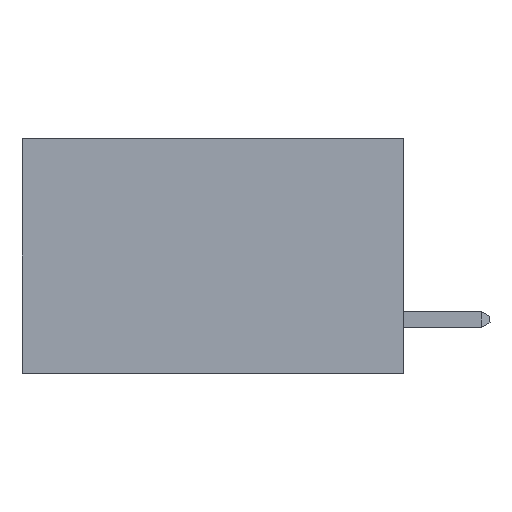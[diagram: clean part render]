
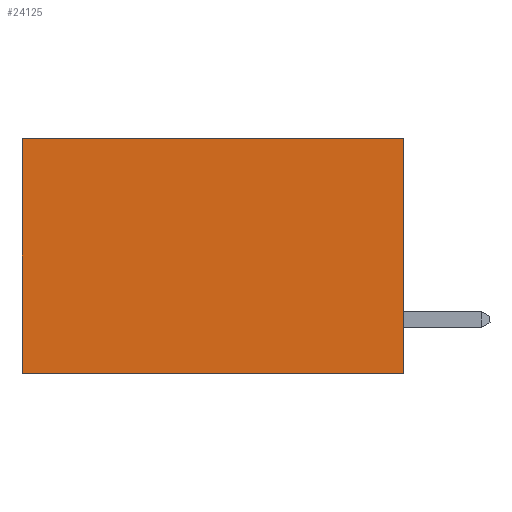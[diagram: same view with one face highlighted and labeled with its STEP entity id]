
A CAD part, left-side view. The second image highlights one B-rep face of the part: STEP entity #24125.
In plain terms, the highlighted planar face has unit normal (-1, 0, 0).
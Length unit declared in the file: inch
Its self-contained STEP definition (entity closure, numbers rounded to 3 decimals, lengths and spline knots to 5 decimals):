
#1901 = DIRECTION ( 'NONE',  ( 0., 0., -1. ) ) ;
#2279 = EDGE_CURVE ( 'NONE', #24582, #23347, #7934, .T. ) ;
#3009 = EDGE_CURVE ( 'NONE', #11091, #23347, #23203, .T. ) ;
#4961 = EDGE_CURVE ( 'NONE', #10873, #24582, #19891, .T. ) ;
#5294 = DIRECTION ( 'NONE',  ( 0., 1., 0. ) ) ;
#5736 = AXIS2_PLACEMENT_3D ( 'NONE', #14575, #17166, #1901 ) ;
#5761 = CARTESIAN_POINT ( 'NONE',  ( 0.2875, 0., 0. ) ) ;
#6722 = LINE ( 'NONE', #20306, #26402 ) ;
#7104 = DIRECTION ( 'NONE',  ( 0., 0., -1. ) ) ;
#7878 = ORIENTED_EDGE ( 'NONE', *, *, #2279, .T. ) ;
#7934 = LINE ( 'NONE', #22414, #15549 ) ;
#8200 = EDGE_CURVE ( 'NONE', #10873, #11091, #6722, .T. ) ;
#8484 = CARTESIAN_POINT ( 'NONE',  ( 0.2875, 0.6, 0. ) ) ;
#8791 = FACE_OUTER_BOUND ( 'NONE', #20183, .T. ) ;
#9536 = VECTOR ( 'NONE', #12274, 39.37008 ) ;
#10873 = VERTEX_POINT ( 'NONE', #5761 ) ;
#11091 = VERTEX_POINT ( 'NONE', #31520 ) ;
#12274 = DIRECTION ( 'NONE',  ( 0., 1., 0. ) ) ;
#14575 = CARTESIAN_POINT ( 'NONE',  ( 0.2875, 0., 0. ) ) ;
#15549 = VECTOR ( 'NONE', #7104, 39.37008 ) ;
#16294 = ORIENTED_EDGE ( 'NONE', *, *, #4961, .T. ) ;
#17166 = DIRECTION ( 'NONE',  ( 1., 0., 0. ) ) ;
#19891 = LINE ( 'NONE', #30910, #32815 ) ;
#20009 = CARTESIAN_POINT ( 'NONE',  ( 0.2875, 0., -0.37 ) ) ;
#20055 = ORIENTED_EDGE ( 'NONE', *, *, #3009, .F. ) ;
#20183 = EDGE_LOOP ( 'NONE', ( #7878, #20055, #31562, #16294 ) ) ;
#20306 = CARTESIAN_POINT ( 'NONE',  ( 0.2875, 0., 0. ) ) ;
#21793 = CARTESIAN_POINT ( 'NONE',  ( 0.2875, 0.6, -0.37 ) ) ;
#22414 = CARTESIAN_POINT ( 'NONE',  ( 0.2875, 0.6, 0. ) ) ;
#23203 = LINE ( 'NONE', #20009, #9536 ) ;
#23347 = VERTEX_POINT ( 'NONE', #21793 ) ;
#24125 = ADVANCED_FACE ( 'NONE', ( #8791 ), #30042, .F. ) ;
#24582 = VERTEX_POINT ( 'NONE', #8484 ) ;
#25508 = DIRECTION ( 'NONE',  ( 0., 0., -1. ) ) ;
#26402 = VECTOR ( 'NONE', #25508, 39.37008 ) ;
#30042 = PLANE ( 'NONE',  #5736 ) ;
#30910 = CARTESIAN_POINT ( 'NONE',  ( 0.2875, 0., 0. ) ) ;
#31520 = CARTESIAN_POINT ( 'NONE',  ( 0.2875, 0., -0.37 ) ) ;
#31562 = ORIENTED_EDGE ( 'NONE', *, *, #8200, .F. ) ;
#32815 = VECTOR ( 'NONE', #5294, 39.37008 ) ;
